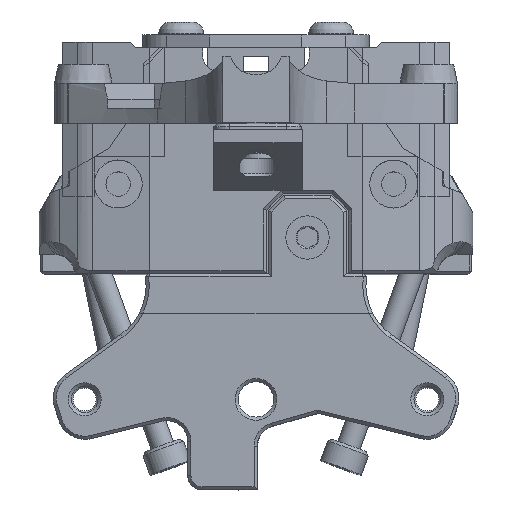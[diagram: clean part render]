
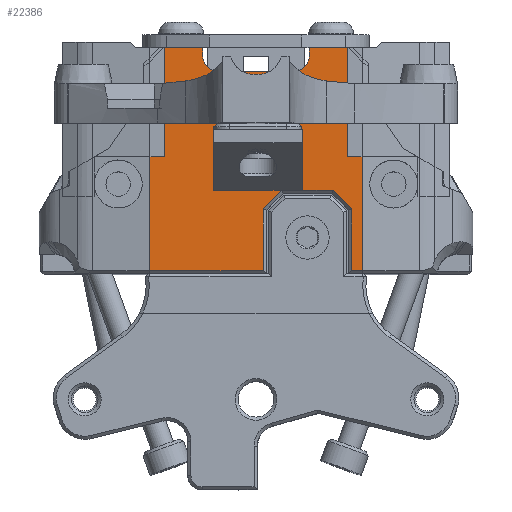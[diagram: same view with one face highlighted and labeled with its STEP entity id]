
A CAD part, top view. The second image highlights one B-rep face of the part: STEP entity #22386.
In plain terms, the highlighted face is planar.
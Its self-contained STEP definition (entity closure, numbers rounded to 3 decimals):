
#1441=CIRCLE('',#23642,2.);
#1443=CIRCLE('',#23646,2.);
#2697=FACE_OUTER_BOUND('',#4030,.T.);
#4030=EDGE_LOOP('',(#16198,#16199,#16200,#16201,#16202,#16203,#16204,#16205,
#16206,#16207,#16208,#16209,#16210,#16211,#16212,#16213,#16214,#16215));
#5244=LINE('',#31990,#7205);
#5443=LINE('',#33011,#7404);
#5523=LINE('',#33534,#7484);
#5534=LINE('',#33559,#7495);
#5629=LINE('',#34304,#7590);
#5631=LINE('',#34308,#7592);
#5634=LINE('',#34314,#7595);
#5637=LINE('',#34320,#7598);
#5640=LINE('',#34324,#7601);
#5694=LINE('',#34715,#7655);
#5704=LINE('',#34735,#7665);
#5791=LINE('',#34931,#7752);
#5803=LINE('',#34970,#7764);
#5804=LINE('',#34973,#7765);
#5805=LINE('',#34974,#7766);
#5806=LINE('',#34975,#7767);
#7205=VECTOR('',#25861,10.);
#7404=VECTOR('',#26258,10.);
#7484=VECTOR('',#26472,10.);
#7495=VECTOR('',#26493,10.);
#7590=VECTOR('',#26730,10.);
#7592=VECTOR('',#26734,10.);
#7595=VECTOR('',#26739,10.);
#7598=VECTOR('',#26744,10.);
#7601=VECTOR('',#26749,10.);
#7655=VECTOR('',#26945,10.);
#7665=VECTOR('',#26963,10.);
#7752=VECTOR('',#27120,10.);
#7764=VECTOR('',#27140,10.);
#7765=VECTOR('',#27143,10.);
#7766=VECTOR('',#27144,10.);
#7767=VECTOR('',#27145,10.);
#9159=VERTEX_POINT('',#31983);
#9160=VERTEX_POINT('',#31985);
#9161=VERTEX_POINT('',#31989);
#9165=VERTEX_POINT('',#32000);
#9386=VERTEX_POINT('',#33007);
#9388=VERTEX_POINT('',#33010);
#9466=VERTEX_POINT('',#33532);
#9474=VERTEX_POINT('',#33556);
#9475=VERTEX_POINT('',#33558);
#9534=VERTEX_POINT('',#34303);
#9535=VERTEX_POINT('',#34307);
#9537=VERTEX_POINT('',#34313);
#9539=VERTEX_POINT('',#34319);
#9582=VERTEX_POINT('',#34713);
#9588=VERTEX_POINT('',#34734);
#9651=VERTEX_POINT('',#34928);
#9659=VERTEX_POINT('',#34968);
#9660=VERTEX_POINT('',#34972);
#11362=EDGE_CURVE('',#9159,#9160,#1441,.T.);
#11364=EDGE_CURVE('',#9161,#9160,#5244,.F.);
#11370=EDGE_CURVE('',#9161,#9165,#1443,.T.);
#11651=EDGE_CURVE('',#9388,#9386,#5443,.T.);
#11781=EDGE_CURVE('',#9388,#9466,#5523,.T.);
#11793=EDGE_CURVE('',#9474,#9475,#5534,.T.);
#11914=EDGE_CURVE('',#9534,#9474,#5629,.T.);
#11916=EDGE_CURVE('',#9535,#9534,#5631,.T.);
#11919=EDGE_CURVE('',#9537,#9535,#5634,.T.);
#11922=EDGE_CURVE('',#9539,#9537,#5637,.T.);
#11925=EDGE_CURVE('',#9466,#9539,#5640,.T.);
#11999=EDGE_CURVE('',#9159,#9582,#5694,.F.);
#12009=EDGE_CURVE('',#9588,#9165,#5704,.F.);
#12105=EDGE_CURVE('',#9582,#9651,#5791,.F.);
#12118=EDGE_CURVE('',#9588,#9659,#5803,.F.);
#12119=EDGE_CURVE('',#9660,#9651,#5804,.T.);
#12120=EDGE_CURVE('',#9475,#9660,#5805,.T.);
#12121=EDGE_CURVE('',#9659,#9386,#5806,.T.);
#16198=ORIENTED_EDGE('',*,*,#12119,.F.);
#16199=ORIENTED_EDGE('',*,*,#12120,.F.);
#16200=ORIENTED_EDGE('',*,*,#11793,.F.);
#16201=ORIENTED_EDGE('',*,*,#11914,.F.);
#16202=ORIENTED_EDGE('',*,*,#11916,.F.);
#16203=ORIENTED_EDGE('',*,*,#11919,.F.);
#16204=ORIENTED_EDGE('',*,*,#11922,.F.);
#16205=ORIENTED_EDGE('',*,*,#11925,.F.);
#16206=ORIENTED_EDGE('',*,*,#11781,.F.);
#16207=ORIENTED_EDGE('',*,*,#11651,.T.);
#16208=ORIENTED_EDGE('',*,*,#12121,.F.);
#16209=ORIENTED_EDGE('',*,*,#12118,.F.);
#16210=ORIENTED_EDGE('',*,*,#12009,.T.);
#16211=ORIENTED_EDGE('',*,*,#11370,.F.);
#16212=ORIENTED_EDGE('',*,*,#11364,.T.);
#16213=ORIENTED_EDGE('',*,*,#11362,.F.);
#16214=ORIENTED_EDGE('',*,*,#11999,.T.);
#16215=ORIENTED_EDGE('',*,*,#12105,.T.);
#21627=PLANE('',#24004);
#22386=ADVANCED_FACE('',(#2697),#21627,.F.);
#23642=AXIS2_PLACEMENT_3D('',#31986,#25856,#25857);
#23646=AXIS2_PLACEMENT_3D('',#32001,#25870,#25871);
#24004=AXIS2_PLACEMENT_3D('',#34971,#27141,#27142);
#25856=DIRECTION('center_axis',(0.,-1.,0.));
#25857=DIRECTION('ref_axis',(-0.707,0.,-0.707));
#25861=DIRECTION('',(1.,0.,0.));
#25870=DIRECTION('center_axis',(0.,-1.,0.));
#25871=DIRECTION('ref_axis',(0.707,0.,-0.707));
#26258=DIRECTION('',(0.,0.,1.));
#26472=DIRECTION('',(-1.,0.,0.));
#26493=DIRECTION('',(-1.,0.,0.));
#26730=DIRECTION('',(0.,0.,-1.));
#26734=DIRECTION('',(-0.707,0.,-0.707));
#26739=DIRECTION('',(-1.,0.,0.));
#26744=DIRECTION('',(-0.707,0.,0.707));
#26749=DIRECTION('',(0.,0.,1.));
#26945=DIRECTION('',(0.,0.,-1.));
#26963=DIRECTION('',(0.,0.,1.));
#27120=DIRECTION('',(1.,0.,0.));
#27140=DIRECTION('',(-1.,0.,0.));
#27141=DIRECTION('center_axis',(0.,1.,0.));
#27142=DIRECTION('ref_axis',(-1.,0.,0.));
#27143=DIRECTION('',(0.707,0.,0.707));
#27144=DIRECTION('',(0.,0.,1.));
#27145=DIRECTION('',(0.707,0.,-0.707));
#31983=CARTESIAN_POINT('',(-154.921,-210.367,-92.355));
#31985=CARTESIAN_POINT('',(-152.921,-210.367,-94.355));
#31986=CARTESIAN_POINT('Origin',(-152.921,-210.367,-92.355));
#31989=CARTESIAN_POINT('',(-143.351,-210.367,-94.355));
#31990=CARTESIAN_POINT('',(-160.212,-210.367,-94.355));
#32000=CARTESIAN_POINT('',(-141.351,-210.367,-92.355));
#32001=CARTESIAN_POINT('Origin',(-143.351,-210.367,-92.355));
#33007=CARTESIAN_POINT('',(-134.601,-210.367,-93.204));
#33010=CARTESIAN_POINT('',(-134.601,-210.367,-119.673));
#33011=CARTESIAN_POINT('',(-134.601,-210.367,-123.823));
#33532=CARTESIAN_POINT('',(-136.001,-210.367,-119.673));
#33534=CARTESIAN_POINT('',(-160.212,-210.367,-119.673));
#33556=CARTESIAN_POINT('',(-147.201,-210.367,-119.673));
#33558=CARTESIAN_POINT('',(-161.671,-210.367,-119.673));
#33559=CARTESIAN_POINT('',(-160.212,-210.367,-119.673));
#34303=CARTESIAN_POINT('',(-147.201,-210.367,-111.825));
#34304=CARTESIAN_POINT('',(-147.201,-210.367,-119.873));
#34307=CARTESIAN_POINT('',(-144.849,-210.367,-109.473));
#34308=CARTESIAN_POINT('',(-153.543,-210.367,-118.166));
#34313=CARTESIAN_POINT('',(-138.352,-210.367,-109.473));
#34314=CARTESIAN_POINT('',(-151.636,-210.367,-109.473));
#34319=CARTESIAN_POINT('',(-136.001,-210.367,-111.825));
#34320=CARTESIAN_POINT('',(-139.694,-210.367,-108.131));
#34324=CARTESIAN_POINT('',(-136.001,-210.367,-119.873));
#34713=CARTESIAN_POINT('',(-154.921,-210.367,-91.349));
#34715=CARTESIAN_POINT('',(-154.921,-210.367,-107.035));
#34734=CARTESIAN_POINT('',(-141.351,-210.367,-91.349));
#34735=CARTESIAN_POINT('',(-141.351,-210.367,-107.035));
#34928=CARTESIAN_POINT('',(-159.815,-210.367,-91.349));
#34931=CARTESIAN_POINT('',(-148.677,-210.367,-91.349));
#34968=CARTESIAN_POINT('',(-136.456,-210.367,-91.349));
#34970=CARTESIAN_POINT('',(-154.886,-210.367,-91.349));
#34971=CARTESIAN_POINT('Origin',(-149.254,-210.367,-120.073));
#34972=CARTESIAN_POINT('',(-161.671,-210.367,-93.204));
#34973=CARTESIAN_POINT('',(-164.998,-210.367,-96.531));
#34974=CARTESIAN_POINT('',(-161.671,-210.367,-123.823));
#34975=CARTESIAN_POINT('',(-131.833,-210.367,-95.972));
